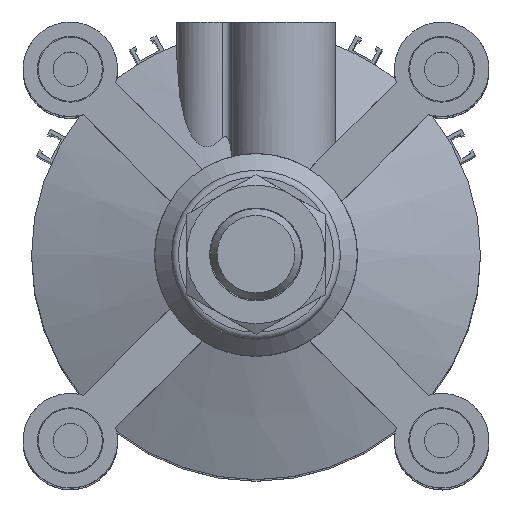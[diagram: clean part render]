
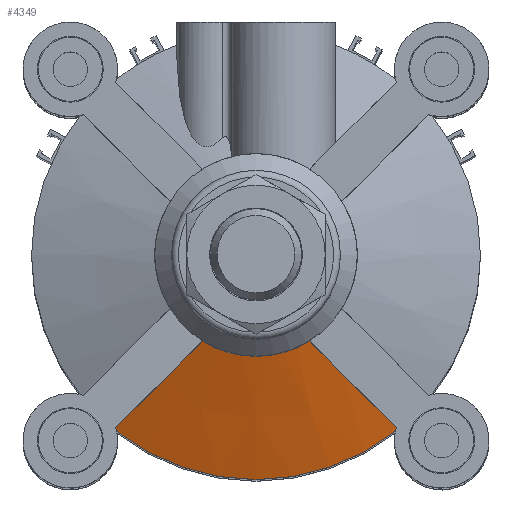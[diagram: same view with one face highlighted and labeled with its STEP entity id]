
A CAD part, top view. The second image highlights one B-rep face of the part: STEP entity #4349.
In plain terms, the highlighted conical face has half-angle 70 degrees and reference radius 48.25 mm.
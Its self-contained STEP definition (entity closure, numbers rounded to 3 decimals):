
#28=(
BOUNDED_CURVE()
B_SPLINE_CURVE(2,(#7095,#7096,#7097),.UNSPECIFIED.,.F.,.F.)
B_SPLINE_CURVE_WITH_KNOTS((3,3),(0.,3.856),.UNSPECIFIED.)
CURVE()
GEOMETRIC_REPRESENTATION_ITEM()
RATIONAL_B_SPLINE_CURVE((1.,1.08,1.))
REPRESENTATION_ITEM('')
);
#30=(
BOUNDED_CURVE()
B_SPLINE_CURVE(2,(#7199,#7200,#7201),.UNSPECIFIED.,.F.,.F.)
B_SPLINE_CURVE_WITH_KNOTS((3,3),(0.,3.856),.UNSPECIFIED.)
CURVE()
GEOMETRIC_REPRESENTATION_ITEM()
RATIONAL_B_SPLINE_CURVE((1.,1.08,1.))
REPRESENTATION_ITEM('')
);
#65=B_SPLINE_CURVE_WITH_KNOTS('',3,(#6946,#6947,#6948,#6949),
 .UNSPECIFIED.,.F.,.F.,(4,4),(1.143,1.245),
 .UNSPECIFIED.);
#72=B_SPLINE_CURVE_WITH_KNOTS('',3,(#7109,#7110,#7111,#7112),
 .UNSPECIFIED.,.F.,.F.,(4,4),(2.595,2.698),
 .UNSPECIFIED.);
#93=CONICAL_SURFACE('',#4785,48.25,1.222);
#1639=ORIENTED_EDGE('',*,*,#2477,.T.);
#1640=ORIENTED_EDGE('',*,*,#2394,.T.);
#1641=ORIENTED_EDGE('',*,*,#2478,.T.);
#1642=ORIENTED_EDGE('',*,*,#2372,.F.);
#1643=ORIENTED_EDGE('',*,*,#2451,.T.);
#1644=ORIENTED_EDGE('',*,*,#2457,.T.);
#2372=EDGE_CURVE('',#2885,#2886,#3176,.T.);
#2394=EDGE_CURVE('',#2908,#2907,#65,.T.);
#2451=EDGE_CURVE('',#2885,#2947,#28,.T.);
#2457=EDGE_CURVE('',#2947,#2950,#72,.T.);
#2477=EDGE_CURVE('',#2950,#2908,#3222,.T.);
#2478=EDGE_CURVE('',#2907,#2886,#30,.T.);
#2885=VERTEX_POINT('',#6889);
#2886=VERTEX_POINT('',#6890);
#2907=VERTEX_POINT('',#6945);
#2908=VERTEX_POINT('',#6950);
#2947=VERTEX_POINT('',#7098);
#2950=VERTEX_POINT('',#7108);
#3176=CIRCLE('',#4695,30.);
#3222=CIRCLE('',#4784,66.5);
#3511=EDGE_LOOP('',(#1639,#1640,#1641,#1642,#1643,#1644));
#3877=FACE_BOUND('',#3511,.T.);
#4349=ADVANCED_FACE('',(#3877),#93,.T.);
#4695=AXIS2_PLACEMENT_3D('',#6888,#5564,#5565);
#4784=AXIS2_PLACEMENT_3D('',#7197,#5780,#5781);
#4785=AXIS2_PLACEMENT_3D('',#7198,#5782,#5783);
#5564=DIRECTION('',(0.,1.,0.));
#5565=DIRECTION('',(-1.,0.,0.));
#5780=DIRECTION('',(0.,1.,0.));
#5781=DIRECTION('',(-1.,0.,0.));
#5782=DIRECTION('',(0.,-1.,0.));
#5783=DIRECTION('',(-1.,0.,0.));
#6888=CARTESIAN_POINT('',(0.,25.285,0.));
#6889=CARTESIAN_POINT('',(-25.442,25.285,-15.896));
#6890=CARTESIAN_POINT('',(-25.442,25.285,15.896));
#6945=CARTESIAN_POINT('',(-51.1,12.232,41.554));
#6946=CARTESIAN_POINT('',(-52.121,12.,41.299));
#6947=CARTESIAN_POINT('',(-51.782,12.081,41.37));
#6948=CARTESIAN_POINT('',(-51.441,12.158,41.455));
#6949=CARTESIAN_POINT('',(-51.1,12.232,41.554));
#6950=CARTESIAN_POINT('',(-52.121,12.,41.299));
#7095=CARTESIAN_POINT('',(-25.442,25.285,-15.896));
#7096=CARTESIAN_POINT('',(-33.472,21.258,-23.926));
#7097=CARTESIAN_POINT('',(-51.1,12.232,-41.554));
#7098=CARTESIAN_POINT('',(-51.1,12.232,-41.554));
#7108=CARTESIAN_POINT('',(-52.121,12.,-41.299));
#7109=CARTESIAN_POINT('',(-51.1,12.232,-41.554));
#7110=CARTESIAN_POINT('',(-51.44,12.158,-41.455));
#7111=CARTESIAN_POINT('',(-51.782,12.081,-41.37));
#7112=CARTESIAN_POINT('',(-52.121,12.,-41.299));
#7197=CARTESIAN_POINT('',(0.,12.,0.));
#7198=CARTESIAN_POINT('',(0.,18.642,0.));
#7199=CARTESIAN_POINT('',(-51.1,12.232,41.554));
#7200=CARTESIAN_POINT('',(-33.472,21.258,23.926));
#7201=CARTESIAN_POINT('',(-25.442,25.285,15.896));
